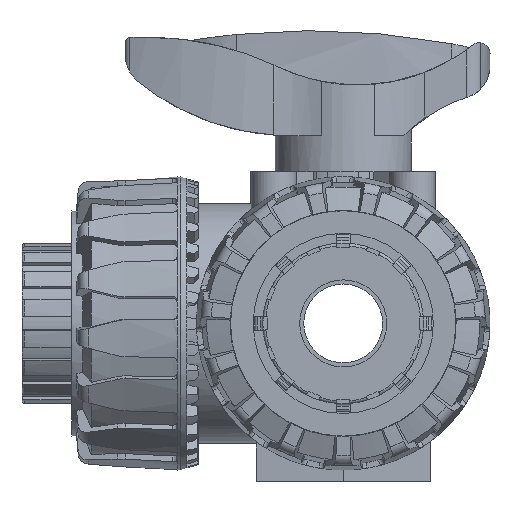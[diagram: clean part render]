
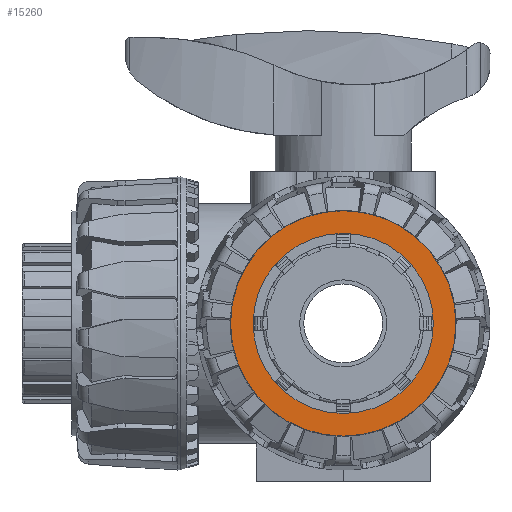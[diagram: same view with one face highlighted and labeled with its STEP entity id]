
A CAD part, front view. The second image highlights one B-rep face of the part: STEP entity #15260.
In plain terms, the highlighted face is planar.
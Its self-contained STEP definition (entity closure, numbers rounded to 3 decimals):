
#3423=PLANE($,#16882);
#3466=FACE_BOUND($,#5162,.T.);
#3467=FACE_BOUND($,#5163,.T.);
#5162=EDGE_LOOP($,(#14171));
#5163=EDGE_LOOP($,(#14172));
#5596=CIRCLE($,#16451,16.55);
#5667=CIRCLE($,#16683,20.7);
#6831=VERTEX_POINT($,#26625);
#7117=VERTEX_POINT($,#28223);
#8926=EDGE_CURVE($,#6831,#6831,#5596,.T.);
#9305=EDGE_CURVE($,#7117,#7117,#5667,.T.);
#14171=ORIENTED_EDGE($,*,*,#8926,.T.);
#14172=ORIENTED_EDGE($,*,*,#9305,.T.);
#15260=ADVANCED_FACE($,(#3466,#3467),#3423,.T.);
#16451=AXIS2_PLACEMENT_3D($,#26626,#20115,#20116);
#16683=AXIS2_PLACEMENT_3D($,#28224,#20679,#20680);
#16882=AXIS2_PLACEMENT_3D($,#28951,#21157,#21158);
#20115=DIRECTION('center_axis',(0.,-1.,0.));
#20116=DIRECTION('ref_axis',(-1.,0.,0.));
#20679=DIRECTION('center_axis',(0.,1.,0.));
#20680=DIRECTION('ref_axis',(-1.,0.,0.));
#21157=DIRECTION('center_axis',(0.,1.,0.));
#21158=DIRECTION('ref_axis',(0.,0.,1.));
#26625=CARTESIAN_POINT('',(-16.55,21.2,0.));
#26626=CARTESIAN_POINT('Origin',(0.,21.2,0.));
#28223=CARTESIAN_POINT('',(-20.7,21.2,0.));
#28224=CARTESIAN_POINT('Origin',(0.,21.2,0.));
#28951=CARTESIAN_POINT('Origin',(-10.35,21.2,0.));
